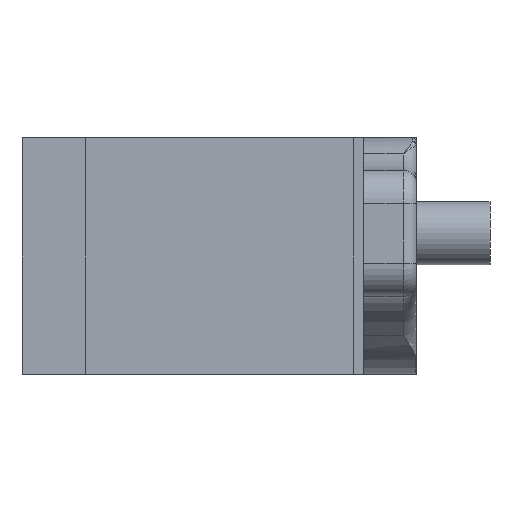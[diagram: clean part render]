
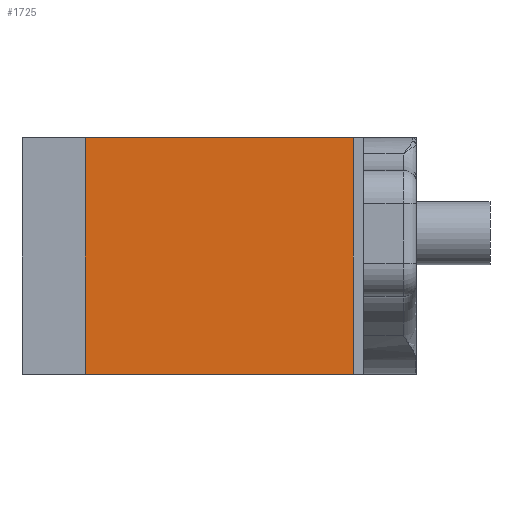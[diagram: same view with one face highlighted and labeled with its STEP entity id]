
A CAD part, left-side view. The second image highlights one B-rep face of the part: STEP entity #1725.
In plain terms, the highlighted planar face has unit normal (-1, 0, 0).
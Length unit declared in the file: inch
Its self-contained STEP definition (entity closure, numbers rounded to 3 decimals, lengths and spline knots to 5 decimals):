
#13 = CARTESIAN_POINT ( 'NONE',  ( -0.08, 0.57, -0.08014 ) ) ;
#19 = CARTESIAN_POINT ( 'NONE',  ( -0.08, 0.53, -0.08 ) ) ;
#28 = CARTESIAN_POINT ( 'NONE',  ( -0.08, -0.02, 0.37 ) ) ;
#40 = PLANE ( 'NONE',  #133 ) ;
#100 = CARTESIAN_POINT ( 'NONE',  ( -0.08, -0.02, -0.08004 ) ) ;
#118 = ORIENTED_EDGE ( 'NONE', *, *, #1106, .F. ) ;
#126 = VECTOR ( 'NONE', #1624, 39.37008 ) ;
#133 = AXIS2_PLACEMENT_3D ( 'NONE', #476, #1696, #1277 ) ;
#198 = VERTEX_POINT ( 'NONE', #714 ) ;
#245 = ORIENTED_EDGE ( 'NONE', *, *, #1135, .F. ) ;
#408 = LINE ( 'NONE', #19, #1119 ) ;
#413 = LINE ( 'NONE', #13, #1553 ) ;
#476 = CARTESIAN_POINT ( 'NONE',  ( -0.08, 0.53, -0.08 ) ) ;
#700 = EDGE_CURVE ( 'NONE', #1719, #935, #805, .T. ) ;
#714 = CARTESIAN_POINT ( 'NONE',  ( -0.08, 0.57, 0.37 ) ) ;
#737 = CARTESIAN_POINT ( 'NONE',  ( -0.08, 0.57, -0.08 ) ) ;
#805 = LINE ( 'NONE', #100, #1756 ) ;
#864 = ORIENTED_EDGE ( 'NONE', *, *, #700, .T. ) ;
#935 = VERTEX_POINT ( 'NONE', #28 ) ;
#966 = LINE ( 'NONE', #1360, #126 ) ;
#967 = ORIENTED_EDGE ( 'NONE', *, *, #1174, .T. ) ;
#996 = CARTESIAN_POINT ( 'NONE',  ( -0.08, -0.02, -0.08 ) ) ;
#1087 = DIRECTION ( 'NONE',  ( 0., 0., 1. ) ) ;
#1106 = EDGE_CURVE ( 'NONE', #1479, #198, #413, .T. ) ;
#1119 = VECTOR ( 'NONE', #1478, 39.37008 ) ;
#1135 = EDGE_CURVE ( 'NONE', #198, #935, #966, .T. ) ;
#1152 = EDGE_LOOP ( 'NONE', ( #967, #864, #245, #118 ) ) ;
#1174 = EDGE_CURVE ( 'NONE', #1479, #1719, #408, .T. ) ;
#1209 = DIRECTION ( 'NONE',  ( 0., 0., 1. ) ) ;
#1277 = DIRECTION ( 'NONE',  ( 0., 1., 0. ) ) ;
#1360 = CARTESIAN_POINT ( 'NONE',  ( -0.08, 0.53, 0.37 ) ) ;
#1478 = DIRECTION ( 'NONE',  ( 0., -1., 0. ) ) ;
#1479 = VERTEX_POINT ( 'NONE', #737 ) ;
#1553 = VECTOR ( 'NONE', #1209, 39.37008 ) ;
#1566 = FACE_OUTER_BOUND ( 'NONE', #1152, .T. ) ;
#1624 = DIRECTION ( 'NONE',  ( 0., -1., 0. ) ) ;
#1696 = DIRECTION ( 'NONE',  ( 1., 0., 0. ) ) ;
#1719 = VERTEX_POINT ( 'NONE', #996 ) ;
#1725 = ADVANCED_FACE ( 'NONE', ( #1566 ), #40, .F. ) ;
#1756 = VECTOR ( 'NONE', #1087, 39.37008 ) ;
